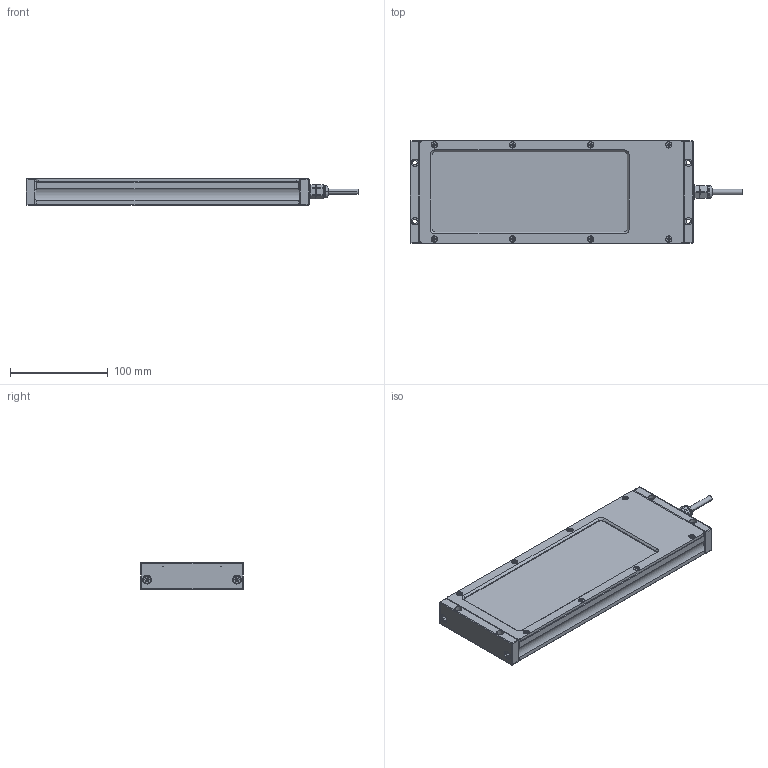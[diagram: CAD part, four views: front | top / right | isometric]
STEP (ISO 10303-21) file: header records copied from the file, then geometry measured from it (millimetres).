
FILE_DESCRIPTION((''),'2;1');
FILE_NAME('NLW40 SERIES.stp','2023-11-29T10:26:23',(''),(''),'Mechanical Desktop 2011','Mechanical Desktop 2011',', , ');
FILE_SCHEMA(('CONFIG_CONTROL_DESIGN'));
Length unit declared in the file: millimetre
Products named in the file (1): Product
Bounding box: 340 x 105 x 27.5 mm (x, y, z)
Volume: 751170.4 mm3; surface area: 139809.8 mm2
Topology: 21 solids, 21 shells, 677 faces, 1689 edges, 1077 vertices
Faces by surface type: plane 255, cylinder 162, cone 128, bspline 125, sphere 7
Full cylindrical faces by diameter (mm): 9.865 x9, 11.489 x8
Entity records: 25429 total; most frequent: CARTESIAN_POINT 9515, ORIENTED_EDGE 3370, DIRECTION 3182, EDGE_CURVE 1685, AXIS2_PLACEMENT_3D 1127, VERTEX_POINT 1077, VECTOR 928, LINE 928
